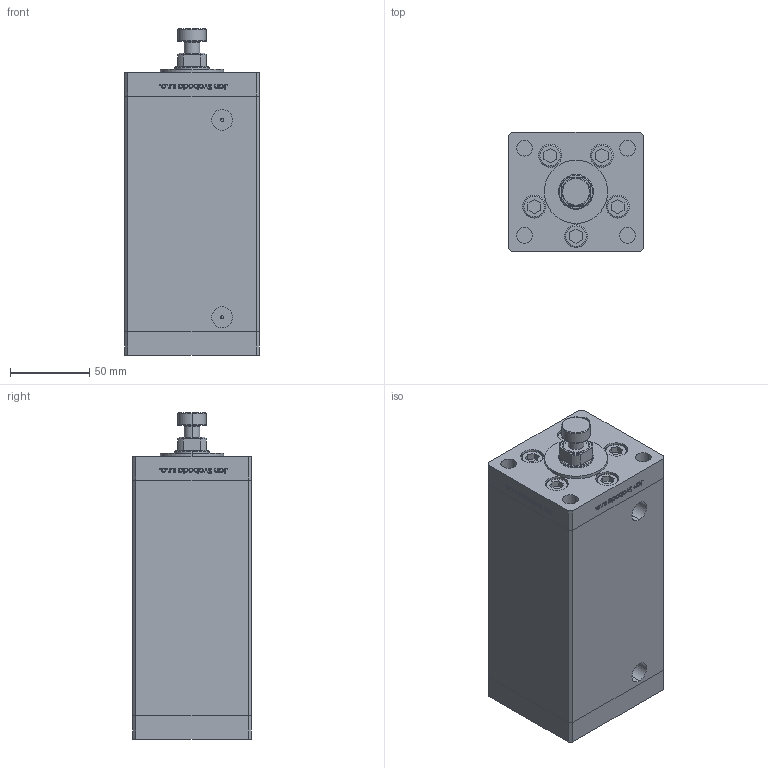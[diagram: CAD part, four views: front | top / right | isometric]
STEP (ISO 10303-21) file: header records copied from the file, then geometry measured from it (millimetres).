
FILE_DESCRIPTION (( 'STEP AP203' ), '1' );
FILE_NAME ('cb85.STEP', '2025-10-20T10:14:27', ( '' ), ( '' ), 'SwSTEP 2.0', 'SolidWorks 2019', '' );
FILE_SCHEMA (( 'CONFIG_CONTROL_DESIGN' ));
Length unit declared in the file: millimetre
Products named in the file (7): V220C_B MIDDLE 4bcd76d69963f48eeb1a9910c1ca1ef1; V220CC_FLOATING_JOINT 4bcd76d69963f48eeb1a9910c1ca1ef1; V220C_VC_B 4bcd76d69963f48eeb1a9910c1ca1ef1; V220C BACK_B 4bcd76d69963f48eeb1a9910c1ca1ef1; ALLEN BOLT 4bcd76d69963f48eeb1a9910c1ca1ef1; V220C_FRONT_B 4bcd76d69963f48eeb1a9910c1ca1ef1; cb85
Assembly tree (15 placements, depth 2):
  cb85
    V220C_B MIDDLE 4bcd76d69963f48eeb1a9910c1ca1ef1
    V220C BACK_B 4bcd76d69963f48eeb1a9910c1ca1ef1
    V220C_FRONT_B 4bcd76d69963f48eeb1a9910c1ca1ef1
    V220C_VC_B 4bcd76d69963f48eeb1a9910c1ca1ef1
    ALLEN BOLT 4bcd76d69963f48eeb1a9910c1ca1ef1  x10
    V220CC_FLOATING_JOINT 4bcd76d69963f48eeb1a9910c1ca1ef1
Bounding box: 85 x 75 x 206 mm (x, y, z)
Volume: 1014364.8 mm3; surface area: 161968 mm2
Topology: 15 solids, 15 shells, 1201 faces, 2993 edges, 1961 vertices
Faces by surface type: bspline 484, plane 468, cylinder 151, torus 50, cone 48
Entity records: 52746 total; most frequent: CARTESIAN_POINT 30317, ORIENTED_EDGE 5154, DIRECTION 2945, EDGE_CURVE 2577, VERTEX_POINT 1709, LINE 1327, VECTOR 1327, EDGE_LOOP 1170
